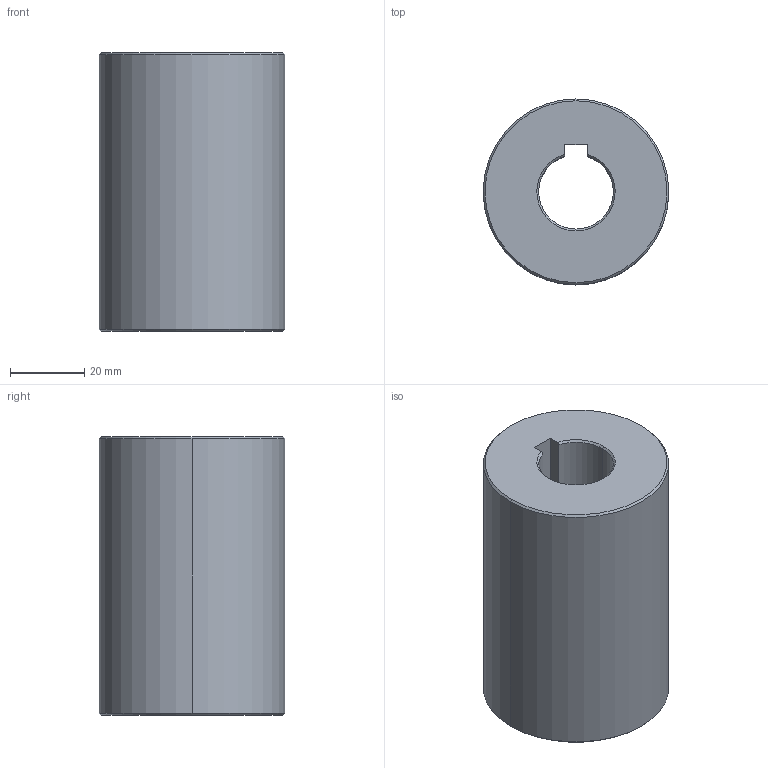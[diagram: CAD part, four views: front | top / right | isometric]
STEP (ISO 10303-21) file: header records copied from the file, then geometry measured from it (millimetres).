
FILE_DESCRIPTION (( 'STEP AP203' ), '1' );
FILE_NAME ('OUT-P20104_ROULEAU FIXE_26072021.STEP', '2021-07-26T16:23:04', ( '' ), ( '' ), 'SwSTEP 2.0', 'SolidWorks 2020', '' );
FILE_SCHEMA (( 'CONFIG_CONTROL_DESIGN' ));
Length unit declared in the file: millimetre
Products named in the file (1): OUT-P20104_ROULEAU FIXE_26072021
Bounding box: 50 x 50 x 75 mm (x, y, z)
Volume: 122057.9 mm3; surface area: 20131.1 mm2
Topology: 1 solids, 1 shells, 20 faces, 46 edges, 28 vertices
Faces by surface type: cone 10, cylinder 5, plane 5
Entity records: 651 total; most frequent: CARTESIAN_POINT 107, DIRECTION 104, ORIENTED_EDGE 92, EDGE_CURVE 46, AXIS2_PLACEMENT_3D 41, VERTEX_POINT 28, EDGE_LOOP 22, LINE 22
